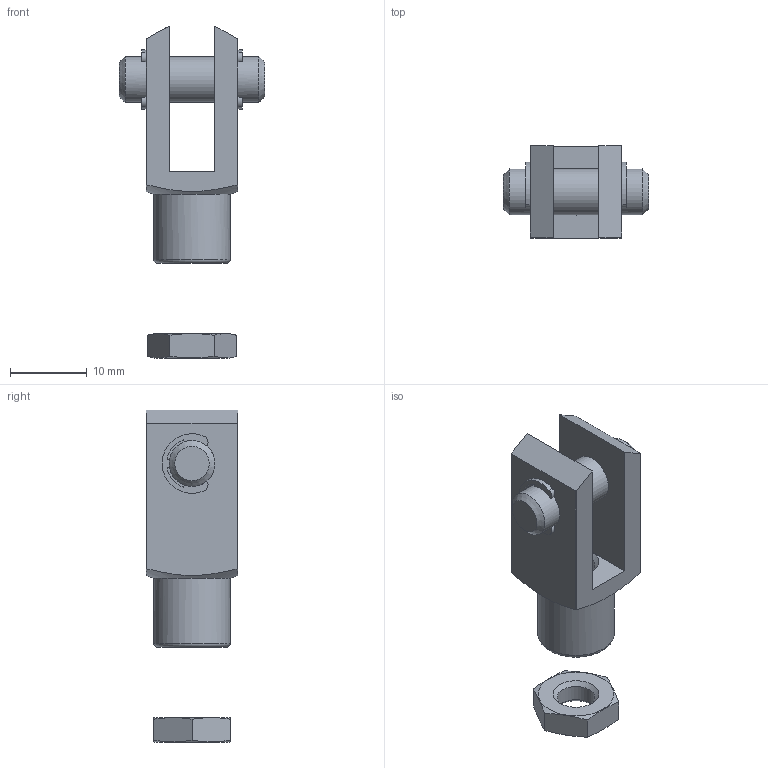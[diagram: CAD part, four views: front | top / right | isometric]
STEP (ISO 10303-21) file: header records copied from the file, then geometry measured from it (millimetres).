
FILE_DESCRIPTION(/* description */ ('STEP AP214'),/* implementation_level */ '2;1');
FILE_NAME(/* name */ '13567_CRSG-M6',/* time_stamp */ '2024-08-06T15:15:49+02:00',/* author */ ('License CC BY-ND 4.0'),/* organization */ ('CADENAS'),/* preprocessor_version */ 'ST-DEVELOPER v19.3',/* originating_system */ 'PARTsolutions',/* authorisation */ ' ');
FILE_SCHEMA (('AUTOMOTIVE_DESIGN {1 0 10303 214 3 1 1}'));
Length unit declared in the file: millimetre
Products named in the file (3): 13567 CRSG-M6; 13567 CRSG-M6_GK; DIN-439-B - M6(F)
Assembly tree (2 placements, depth 2):
  13567 CRSG-M6
    13567 CRSG-M6_GK
    DIN-439-B - M6(F)
Bounding box: 19 x 12 x 43.4 mm (x, y, z)
Volume: 2765.6 mm3; surface area: 2387.1 mm2
Topology: 2 solids, 2 shells, 65 faces, 168 edges, 108 vertices
Faces by surface type: plane 39, cylinder 16, cone 9, torus 1
Full cylindrical faces by diameter (mm): 4.917 x2, 6 x3, 10 x1
Entity records: 1994 total; most frequent: CARTESIAN_POINT 404, DIRECTION 316, ORIENTED_EDGE 296, EDGE_CURVE 148, AXIS2_PLACEMENT_3D 120, VERTEX_POINT 104, EDGE_LOOP 88, FACE_BOUND 88
